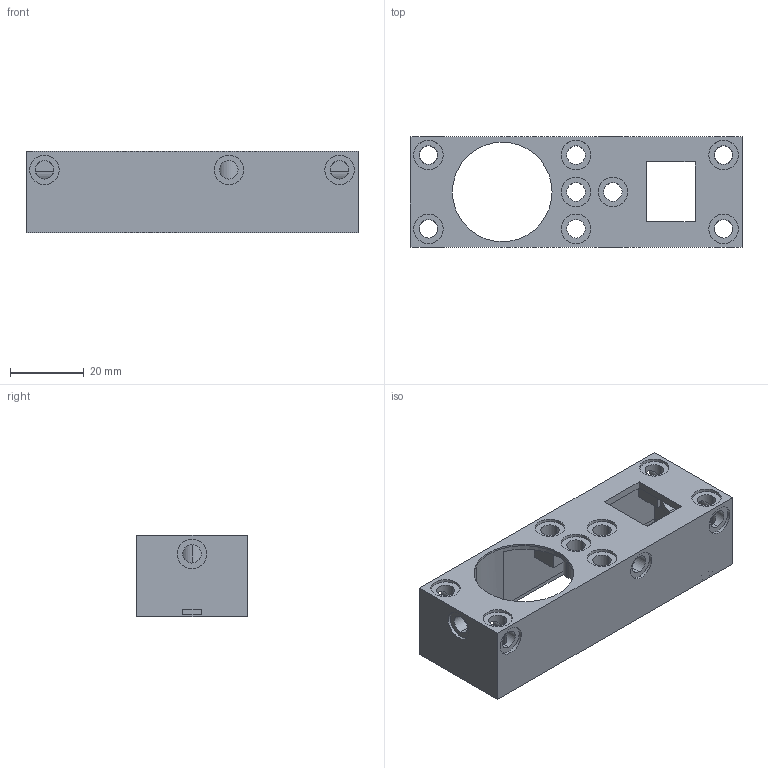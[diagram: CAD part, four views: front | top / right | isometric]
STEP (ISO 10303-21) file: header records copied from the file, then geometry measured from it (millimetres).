
FILE_DESCRIPTION (( 'STEP AP203' ), '1' );
FILE_NAME ('玩具装配体20190701.STEP', '2019-07-01T08:44:40', ( '微软用户' ), ( '微软中国' ), 'SwSTEP 2.0', 'SolidWorks 2016', '' );
FILE_SCHEMA (( 'CONFIG_CONTROL_DESIGN' ));
Length unit declared in the file: millimetre
Products named in the file (2): 俋褲1A; 俙撿蚾饜极20190701
Assembly tree (1 placements, depth 2):
  俙撿蚾饜极20190701
    俋褲1A
Bounding box: 90 x 30 x 22 mm (x, y, z)
Volume: 13689.3 mm3; surface area: 16934.9 mm2
Topology: 1 solids, 1 shells, 239 faces, 638 edges, 414 vertices
Faces by surface type: plane 137, cylinder 102
Entity records: 7708 total; most frequent: CARTESIAN_POINT 1403, ORIENTED_EDGE 1276, DIRECTION 1266, EDGE_CURVE 638, LINE 428, VECTOR 428, AXIS2_PLACEMENT_3D 419, VERTEX_POINT 414
